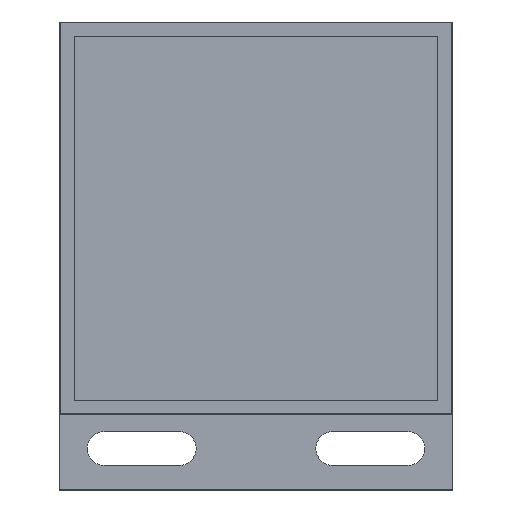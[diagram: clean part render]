
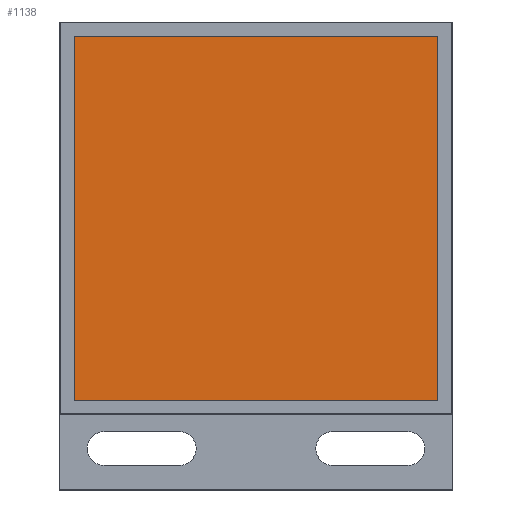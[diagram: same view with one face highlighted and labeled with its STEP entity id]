
A CAD part, top view. The second image highlights one B-rep face of the part: STEP entity #1138.
In plain terms, the highlighted planar face has unit normal (0, 0, 1).
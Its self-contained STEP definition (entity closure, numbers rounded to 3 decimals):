
#520=DIRECTION('',(0.,1.,0.));
#521=VECTOR('',#520,47.4);
#522=CARTESIAN_POINT('',(-23.7,-18.8,7.925));
#523=LINE('',#522,#521);
#534=DIRECTION('',(1.,0.,0.));
#535=VECTOR('',#534,47.4);
#536=CARTESIAN_POINT('',(-23.7,28.6,7.925));
#537=LINE('',#536,#535);
#548=DIRECTION('',(0.,-1.,0.));
#549=VECTOR('',#548,47.4);
#550=CARTESIAN_POINT('',(23.7,28.6,7.925));
#551=LINE('',#550,#549);
#562=DIRECTION('',(-1.,0.,0.));
#563=VECTOR('',#562,47.4);
#564=CARTESIAN_POINT('',(23.7,-18.8,7.925));
#565=LINE('',#564,#563);
#670=CARTESIAN_POINT('',(-23.7,28.6,7.925));
#671=CARTESIAN_POINT('',(23.7,28.6,7.925));
#672=VERTEX_POINT('',#670);
#673=VERTEX_POINT('',#671);
#674=CARTESIAN_POINT('',(23.7,-18.8,7.925));
#675=VERTEX_POINT('',#674);
#676=CARTESIAN_POINT('',(-23.7,-18.8,7.925));
#677=VERTEX_POINT('',#676);
#1127=CARTESIAN_POINT('',(-23.7,-18.8,7.925));
#1128=DIRECTION('',(0.,0.,1.));
#1129=DIRECTION('',(1.,0.,0.));
#1130=AXIS2_PLACEMENT_3D('',#1127,#1128,#1129);
#1131=PLANE('',#1130);
#1132=ORIENTED_EDGE('',*,*,#1079,.T.);
#1133=ORIENTED_EDGE('',*,*,#1094,.T.);
#1134=ORIENTED_EDGE('',*,*,#1108,.T.);
#1135=ORIENTED_EDGE('',*,*,#1121,.T.);
#1136=EDGE_LOOP('',(#1132,#1133,#1134,#1135));
#1137=FACE_OUTER_BOUND('',#1136,.F.);
#1138=ADVANCED_FACE('',(#1137),#1131,.T.);
#1079=EDGE_CURVE('',#677,#672,#523,.T.);
#1094=EDGE_CURVE('',#672,#673,#537,.T.);
#1108=EDGE_CURVE('',#673,#675,#551,.T.);
#1121=EDGE_CURVE('',#675,#677,#565,.T.);
